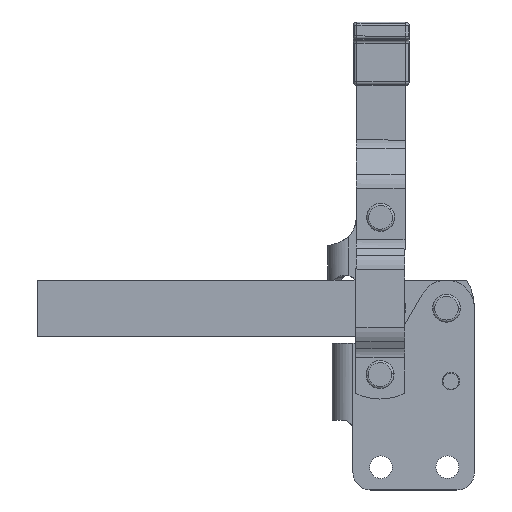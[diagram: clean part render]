
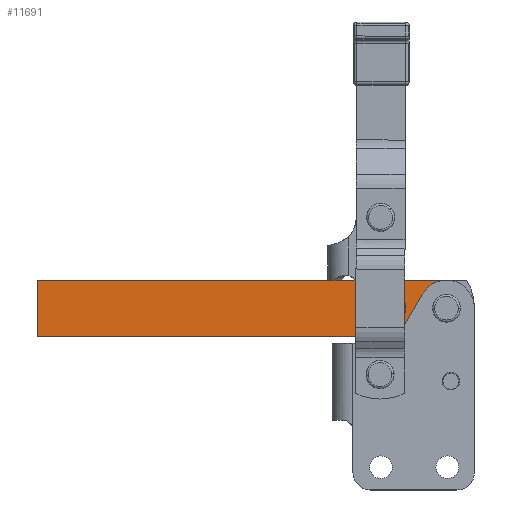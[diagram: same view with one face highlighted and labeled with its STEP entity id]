
A CAD part, top view. The second image highlights one B-rep face of the part: STEP entity #11691.
In plain terms, the highlighted planar face has unit normal (0, 0, 1).
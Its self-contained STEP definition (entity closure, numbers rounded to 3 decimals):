
#3938=CARTESIAN_POINT('',(10.725,-7.293,-3.422));
#3939=VERTEX_POINT('',#3938);
#3946=CARTESIAN_POINT('',(8.065,-10.293,-3.422));
#3947=VERTEX_POINT('',#3946);
#3948=CARTESIAN_POINT('',(2.065,-2.293,-3.422));
#3949=DIRECTION('',(0.,0.,-1.));
#3950=DIRECTION('',(0.5,-0.866,0.));
#3951=AXIS2_PLACEMENT_3D('',#3948,#3949,#3950);
#3952=CIRCLE('',#3951,10.);
#3953=EDGE_CURVE('',#3939,#3947,#3952,.T.);
#4965=CARTESIAN_POINT('',(0.178,-8.058,-3.422));
#4966=VERTEX_POINT('',#4965);
#4982=CARTESIAN_POINT('',(-2.85,-2.328,-3.422));
#4983=VERTEX_POINT('',#4982);
#4990=CARTESIAN_POINT('',(4.15,-2.293,-3.422));
#4991=DIRECTION('',(0.,0.,-1.0));
#4992=DIRECTION('',(-0.567,-0.823,0.));
#4993=AXIS2_PLACEMENT_3D('',#4990,#4991,#4992);
#4994=CIRCLE('',#4993,7.);
#4995=EDGE_CURVE('',#4966,#4983,#4994,.T.);
#5007=CARTESIAN_POINT('',(8.354,3.707,-3.422));
#5008=VERTEX_POINT('',#5007);
#5024=CARTESIAN_POINT('',(9.025,2.73,-3.422));
#5025=VERTEX_POINT('',#5024);
#5032=CARTESIAN_POINT('',(11.114,4.883,-3.422));
#5033=DIRECTION('',(0.,0.,1.));
#5034=DIRECTION('',(-0.92,-0.392,0.));
#5035=AXIS2_PLACEMENT_3D('',#5032,#5033,#5034);
#5036=CIRCLE('',#5035,3.);
#5037=EDGE_CURVE('',#5008,#5025,#5036,.T.);
#6014=CARTESIAN_POINT('',(-10.301,5.707,-3.422));
#6015=VERTEX_POINT('',#6014);
#6023=CARTESIAN_POINT('',(-10.3,5.635,-3.422));
#6024=VERTEX_POINT('',#6023);
#6025=CARTESIAN_POINT('',(-10.3,5.635,-3.422));
#6026=DIRECTION('',(-0.005,1.,0.));
#6027=VECTOR('',#6026,0.072);
#6028=LINE('',#6025,#6027);
#6029=EDGE_CURVE('',#6024,#6015,#6028,.T.);
#6148=CARTESIAN_POINT('',(-8.092,5.646,-3.422));
#6149=VERTEX_POINT('',#6148);
#6150=CARTESIAN_POINT('',(-8.092,5.646,-3.422));
#6151=DIRECTION('',(-1.,-0.005,0.));
#6152=VECTOR('',#6151,2.209);
#6153=LINE('',#6150,#6152);
#6154=EDGE_CURVE('',#6149,#6024,#6153,.T.);
#6329=CARTESIAN_POINT('',(-8.042,5.707,-3.422));
#6330=VERTEX_POINT('',#6329);
#6331=CARTESIAN_POINT('',(-8.042,5.707,-3.422));
#6332=CARTESIAN_POINT('',(-8.061,5.684,-3.422));
#6333=CARTESIAN_POINT('',(-8.078,5.663,-3.422));
#6334=CARTESIAN_POINT('',(-8.092,5.646,-3.422));
#6335=B_SPLINE_CURVE_WITH_KNOTS('',3,(#6331,#6332,#6333,#6334),.UNSPECIFIED.,.F.,.U.,(4,4),(0.091,0.109),.UNSPECIFIED.);
#6336=EDGE_CURVE('',#6330,#6149,#6335,.T.);
#6569=CARTESIAN_POINT('',(8.114,4.868,-3.422));
#6570=VERTEX_POINT('',#6569);
#6577=CARTESIAN_POINT('',(8.11,5.707,-3.422));
#6578=VERTEX_POINT('',#6577);
#6579=CARTESIAN_POINT('',(8.11,5.707,-3.422));
#6580=DIRECTION('',(0.005,-1.,0.0));
#6581=VECTOR('',#6580,0.839);
#6582=LINE('',#6579,#6581);
#6583=EDGE_CURVE('',#6578,#6570,#6582,.T.);
#6707=CARTESIAN_POINT('',(11.114,4.883,-3.422));
#6708=DIRECTION('',(0.,0.,1.));
#6709=DIRECTION('',(-0.92,-0.392,0.));
#6710=AXIS2_PLACEMENT_3D('',#6707,#6708,#6709);
#6711=CIRCLE('',#6710,3.);
#6712=EDGE_CURVE('',#6570,#5008,#6711,.T.);
#6731=CARTESIAN_POINT('',(4.15,-2.293,-3.422));
#6732=DIRECTION('',(0.,0.,-1.0));
#6733=DIRECTION('',(-0.567,-0.823,0.));
#6734=AXIS2_PLACEMENT_3D('',#6731,#6732,#6733);
#6735=CIRCLE('',#6734,7.);
#6736=EDGE_CURVE('',#5025,#4966,#6735,.T.);
#7623=CARTESIAN_POINT('',(-2.883,4.172,-3.422));
#7624=VERTEX_POINT('',#7623);
#7625=CARTESIAN_POINT('',(-2.85,-2.328,-3.422));
#7626=DIRECTION('',(-0.005,1.,0.0));
#7627=VECTOR('',#7626,6.5);
#7628=LINE('',#7625,#7627);
#7629=EDGE_CURVE('',#4983,#7624,#7628,.T.);
#7688=CARTESIAN_POINT('',(-3.314,5.707,-3.422));
#7689=VERTEX_POINT('',#7688);
#8784=CARTESIAN_POINT('',(-5.883,4.157,-3.422));
#8785=DIRECTION('',(0.,0.,1.));
#8786=DIRECTION('',(-0.869,0.496,0.));
#8787=AXIS2_PLACEMENT_3D('',#8784,#8785,#8786);
#8788=CIRCLE('',#8787,3.0);
#8789=EDGE_CURVE('',#7624,#7689,#8788,.T.);
#8804=CARTESIAN_POINT('',(-8.042,5.707,-3.422));
#8805=DIRECTION('',(1.0,0.0,0.0));
#8806=VECTOR('',#8805,4.729);
#8807=LINE('',#8804,#8806);
#8808=EDGE_CURVE('',#6330,#7689,#8807,.T.);
#8811=CARTESIAN_POINT('',(22.85,5.707,-3.422));
#8812=VERTEX_POINT('',#8811);
#8813=CARTESIAN_POINT('',(8.11,5.707,-3.422));
#8814=DIRECTION('',(1.0,0.0,0.0));
#8815=VECTOR('',#8814,14.74);
#8816=LINE('',#8813,#8815);
#8817=EDGE_CURVE('',#6578,#8812,#8816,.T.);
#11588=CARTESIAN_POINT('',(-94.15,-10.293,-3.422));
#11589=VERTEX_POINT('',#11588);
#11590=CARTESIAN_POINT('',(8.065,-10.293,-3.422));
#11591=DIRECTION('',(-1.0,0.0,0.0));
#11592=VECTOR('',#11591,102.215);
#11593=LINE('',#11590,#11592);
#11594=EDGE_CURVE('',#3947,#11589,#11593,.T.);
#11619=CARTESIAN_POINT('',(-94.15,5.707,-3.422));
#11620=VERTEX_POINT('',#11619);
#11627=CARTESIAN_POINT('',(-94.15,5.707,-3.422));
#11628=DIRECTION('',(1.0,0.0,0.0));
#11629=VECTOR('',#11628,83.85);
#11630=LINE('',#11627,#11629);
#11631=EDGE_CURVE('',#11620,#6015,#11630,.T.);
#11643=CARTESIAN_POINT('',(-94.15,-10.293,-3.422));
#11644=DIRECTION('',(0.0,1.0,0.0));
#11645=VECTOR('',#11644,16.);
#11646=LINE('',#11643,#11645);
#11647=EDGE_CURVE('',#11589,#11620,#11646,.T.);
#11653=CARTESIAN_POINT('',(-31.65,-2.293,-3.422));
#11654=DIRECTION('',(0.0,0.0,-1.0));
#11655=DIRECTION('',(1.0,0.0,0.0));
#11656=AXIS2_PLACEMENT_3D('',#11653,#11654,#11655);
#11657=PLANE('',#11656);
#11658=ORIENTED_EDGE('',*,*,#8789,.T.);
#11659=ORIENTED_EDGE('',*,*,#8808,.F.);
#11660=ORIENTED_EDGE('',*,*,#6336,.T.);
#11661=ORIENTED_EDGE('',*,*,#6154,.T.);
#11662=ORIENTED_EDGE('',*,*,#6029,.T.);
#11663=ORIENTED_EDGE('',*,*,#11631,.F.);
#11664=ORIENTED_EDGE('',*,*,#11647,.F.);
#11665=ORIENTED_EDGE('',*,*,#11594,.F.);
#11666=ORIENTED_EDGE('',*,*,#3953,.F.);
#11667=CARTESIAN_POINT('',(15.922,1.707,-3.422));
#11668=VERTEX_POINT('',#11667);
#11669=CARTESIAN_POINT('',(15.922,1.707,-3.422));
#11670=DIRECTION('',(-0.5,-0.866,0.0));
#11671=VECTOR('',#11670,10.392);
#11672=LINE('',#11669,#11671);
#11673=EDGE_CURVE('',#11668,#3939,#11672,.T.);
#11674=ORIENTED_EDGE('',*,*,#11673,.F.);
#11675=CARTESIAN_POINT('',(22.85,-2.293,-3.422));
#11676=DIRECTION('',(0.0,0.0,-1.0));
#11677=DIRECTION('',(-1.0,0.0,0.0));
#11678=AXIS2_PLACEMENT_3D('',#11675,#11676,#11677);
#11679=CIRCLE('',#11678,8.0);
#11680=EDGE_CURVE('',#11668,#8812,#11679,.T.);
#11681=ORIENTED_EDGE('',*,*,#11680,.T.);
#11682=ORIENTED_EDGE('',*,*,#8817,.F.);
#11683=ORIENTED_EDGE('',*,*,#6583,.T.);
#11684=ORIENTED_EDGE('',*,*,#6712,.T.);
#11685=ORIENTED_EDGE('',*,*,#5037,.T.);
#11686=ORIENTED_EDGE('',*,*,#6736,.T.);
#11687=ORIENTED_EDGE('',*,*,#4995,.T.);
#11688=ORIENTED_EDGE('',*,*,#7629,.T.);
#11689=EDGE_LOOP('',(#11658,#11659,#11660,#11661,#11662,#11663,#11664,#11665,#11666,#11674,#11681,#11682,#11683,#11684,#11685,#11686,#11687,#11688));
#11690=FACE_OUTER_BOUND('',#11689,.T.);
#11691=ADVANCED_FACE('',(#11690),#11657,.F.);
